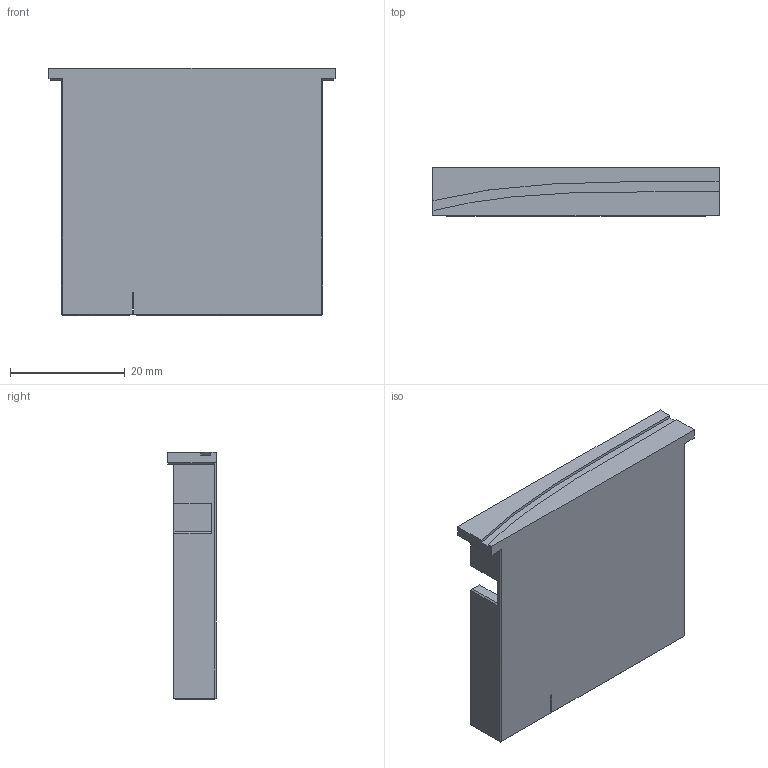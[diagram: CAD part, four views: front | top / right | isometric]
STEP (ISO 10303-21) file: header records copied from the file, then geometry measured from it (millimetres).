
FILE_DESCRIPTION(/* description */ (''),/* implementation_level */ '2;1');
FILE_NAME(/* name */ 'Drawer.step',/* time_stamp */ '2025-09-09T22:23:03+02:00',/* author */ (''),/* organization */ (''),/* preprocessor_version */ 'ST-DEVELOPER v20.1',/* originating_system */ 'Autodesk Translation Framework v14.10.0.0',/* authorisation */ '');
FILE_SCHEMA (('AUTOMOTIVE_DESIGN { 1 0 10303 214 3 1 1 }'));
Length unit declared in the file: millimetre
Products named in the file (1): 2025-09-09-22-23-03-477
Bounding box: 49.83 x 8.4 x 43.05 mm (x, y, z)
Volume: 5478.2 mm3; surface area: 6368.5 mm2
Topology: 1 solids, 1 shells, 57 faces, 140 edges, 86 vertices
Faces by surface type: plane 49, cone 3, cylinder 3, bspline 2
Full cylindrical faces by diameter (mm): 1.9 x1
Entity records: 1744 total; most frequent: CARTESIAN_POINT 378, ORIENTED_EDGE 280, DIRECTION 257, EDGE_CURVE 140, LINE 127, VECTOR 127, VERTEX_POINT 86, AXIS2_PLACEMENT_3D 65
